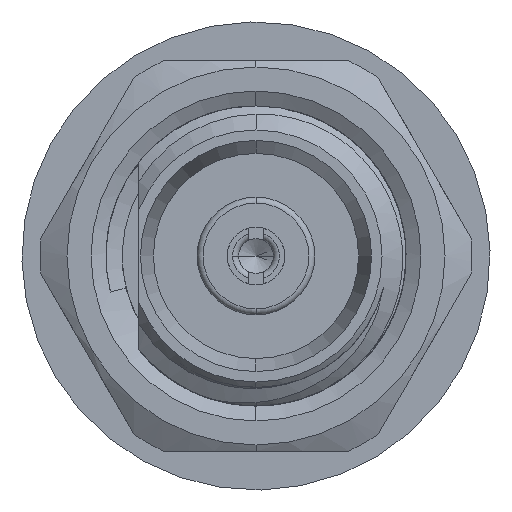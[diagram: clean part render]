
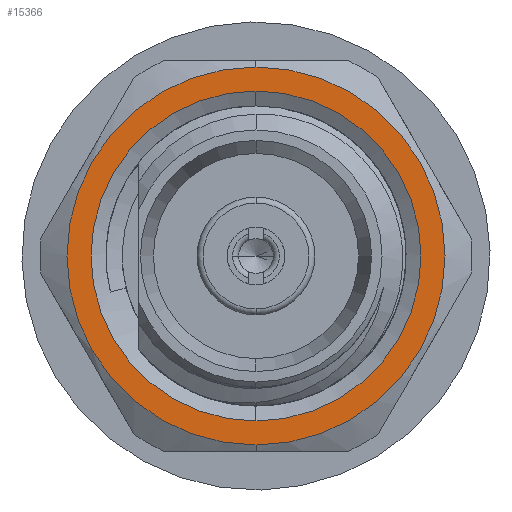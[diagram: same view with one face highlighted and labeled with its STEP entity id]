
A CAD part, left-side view. The second image highlights one B-rep face of the part: STEP entity #15366.
In plain terms, the highlighted planar face has unit normal (-1, 0, 0).
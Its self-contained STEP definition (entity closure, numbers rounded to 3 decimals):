
#721 = CARTESIAN_POINT ( 'NONE',  ( 5.399, 0., 0. ) ) ;
#996 = CIRCLE ( 'NONE', #20014, 3.15 ) ;
#1154 = DIRECTION ( 'NONE',  ( 1., 0., 0. ) ) ;
#3967 = DIRECTION ( 'NONE',  ( 0., 0., 1. ) ) ;
#9970 = VERTEX_POINT ( 'NONE', #41175 ) ;
#10290 = ORIENTED_EDGE ( 'NONE', *, *, #34366, .F. ) ;
#10299 = PLANE ( 'NONE',  #35467 ) ;
#10699 = CARTESIAN_POINT ( 'NONE',  ( 5.399, 0., 0. ) ) ;
#10931 = VERTEX_POINT ( 'NONE', #17009 ) ;
#13937 = DIRECTION ( 'NONE',  ( 0., 0., -1. ) ) ;
#14237 = CARTESIAN_POINT ( 'NONE',  ( 5.399, 0., -3.15 ) ) ;
#14809 = CARTESIAN_POINT ( 'NONE',  ( 5.399, 0., 0. ) ) ;
#15366 = ADVANCED_FACE ( 'NONE', ( #35954, #27361 ), #10299, .T. ) ;
#17009 = CARTESIAN_POINT ( 'NONE',  ( 5.399, 0., 2.749 ) ) ;
#17208 = CARTESIAN_POINT ( 'NONE',  ( 5.399, 0., 0. ) ) ;
#17260 = CARTESIAN_POINT ( 'NONE',  ( 5.399, 0., 3.15 ) ) ;
#17639 = EDGE_LOOP ( 'NONE', ( #27089, #35912 ) ) ;
#18079 = DIRECTION ( 'NONE',  ( 0., 0., -1. ) ) ;
#19411 = VERTEX_POINT ( 'NONE', #17260 ) ;
#20014 = AXIS2_PLACEMENT_3D ( 'NONE', #14809, #37454, #18079 ) ;
#20361 = EDGE_CURVE ( 'NONE', #10931, #9970, #21949, .T. ) ;
#20407 = VERTEX_POINT ( 'NONE', #14237 ) ;
#20453 = DIRECTION ( 'NONE',  ( 0., 0., 1. ) ) ;
#20454 = CARTESIAN_POINT ( 'NONE',  ( 5.399, 0., 0. ) ) ;
#21949 = CIRCLE ( 'NONE', #27797, 2.749 ) ;
#23304 = DIRECTION ( 'NONE',  ( -1., 0., 0. ) ) ;
#23742 = DIRECTION ( 'NONE',  ( 0., 0., 1. ) ) ;
#27089 = ORIENTED_EDGE ( 'NONE', *, *, #20361, .T. ) ;
#27361 = FACE_OUTER_BOUND ( 'NONE', #38531, .T. ) ;
#27797 = AXIS2_PLACEMENT_3D ( 'NONE', #17208, #39817, #20453 ) ;
#27854 = AXIS2_PLACEMENT_3D ( 'NONE', #10699, #33327, #13937 ) ;
#28170 = ORIENTED_EDGE ( 'NONE', *, *, #36670, .F. ) ;
#31712 = AXIS2_PLACEMENT_3D ( 'NONE', #20454, #1154, #23742 ) ;
#33327 = DIRECTION ( 'NONE',  ( 1., 0., 0. ) ) ;
#33869 = CIRCLE ( 'NONE', #31712, 2.749 ) ;
#34366 = EDGE_CURVE ( 'NONE', #19411, #20407, #37385, .T. ) ;
#35467 = AXIS2_PLACEMENT_3D ( 'NONE', #721, #23304, #3967 ) ;
#35912 = ORIENTED_EDGE ( 'NONE', *, *, #36172, .T. ) ;
#35954 = FACE_BOUND ( 'NONE', #17639, .T. ) ;
#36172 = EDGE_CURVE ( 'NONE', #9970, #10931, #33869, .T. ) ;
#36670 = EDGE_CURVE ( 'NONE', #20407, #19411, #996, .T. ) ;
#37385 = CIRCLE ( 'NONE', #27854, 3.15 ) ;
#37454 = DIRECTION ( 'NONE',  ( 1., 0., 0. ) ) ;
#38531 = EDGE_LOOP ( 'NONE', ( #28170, #10290 ) ) ;
#39817 = DIRECTION ( 'NONE',  ( 1., 0., 0. ) ) ;
#41175 = CARTESIAN_POINT ( 'NONE',  ( 5.399, 0., -2.749 ) ) ;
